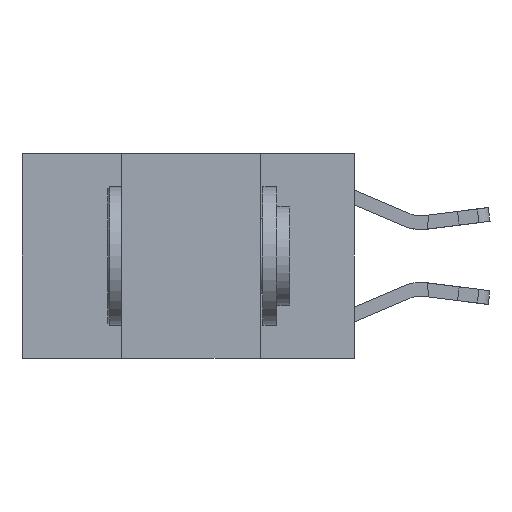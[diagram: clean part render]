
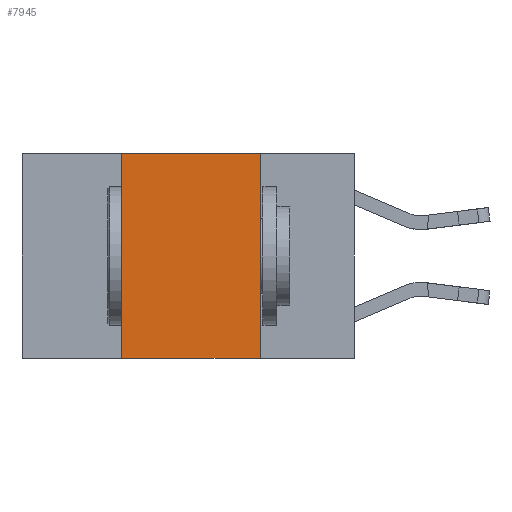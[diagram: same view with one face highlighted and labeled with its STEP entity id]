
A CAD part, left-side view. The second image highlights one B-rep face of the part: STEP entity #7945.
In plain terms, the highlighted planar face has unit normal (-1, 0, 0).
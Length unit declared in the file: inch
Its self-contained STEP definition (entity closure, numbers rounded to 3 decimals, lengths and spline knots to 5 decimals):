
#426 = EDGE_CURVE ( 'NONE', #16635, #1953, #3186, .T. ) ;
#1931 = CARTESIAN_POINT ( 'NONE',  ( 0., 0.17, -0.37 ) ) ;
#1953 = VERTEX_POINT ( 'NONE', #1931 ) ;
#1987 = EDGE_CURVE ( 'NONE', #14279, #3113, #6784, .T. ) ;
#2087 = DIRECTION ( 'NONE',  ( 0., -1., 0. ) ) ;
#2106 = VECTOR ( 'NONE', #9003, 39.37008 ) ;
#3113 = VERTEX_POINT ( 'NONE', #17690 ) ;
#3186 = LINE ( 'NONE', #16743, #3707 ) ;
#3276 = CARTESIAN_POINT ( 'NONE',  ( 0., 0.6, 0. ) ) ;
#3707 = VECTOR ( 'NONE', #17893, 39.37008 ) ;
#3780 = CARTESIAN_POINT ( 'NONE',  ( 0., 0.42, 0. ) ) ;
#3951 = FACE_OUTER_BOUND ( 'NONE', #17886, .T. ) ;
#5042 = PLANE ( 'NONE',  #17287 ) ;
#6784 = LINE ( 'NONE', #3780, #2106 ) ;
#6860 = DIRECTION ( 'NONE',  ( 0., 0., -1. ) ) ;
#7783 = DIRECTION ( 'NONE',  ( 0., -1., 0. ) ) ;
#7945 = ADVANCED_FACE ( 'NONE', ( #3951 ), #5042, .F. ) ;
#8626 = LINE ( 'NONE', #14207, #16958 ) ;
#9003 = DIRECTION ( 'NONE',  ( 0., 0., 1. ) ) ;
#9219 = ORIENTED_EDGE ( 'NONE', *, *, #13480, .F. ) ;
#10368 = DIRECTION ( 'NONE',  ( 1., 0., 0. ) ) ;
#12301 = CARTESIAN_POINT ( 'NONE',  ( 0., 0.17, 0. ) ) ;
#13177 = ORIENTED_EDGE ( 'NONE', *, *, #426, .F. ) ;
#13480 = EDGE_CURVE ( 'NONE', #3113, #16635, #20201, .T. ) ;
#13692 = ORIENTED_EDGE ( 'NONE', *, *, #1987, .F. ) ;
#14204 = ORIENTED_EDGE ( 'NONE', *, *, #19578, .T. ) ;
#14207 = CARTESIAN_POINT ( 'NONE',  ( 0., 0.6, -0.37 ) ) ;
#14279 = VERTEX_POINT ( 'NONE', #17617 ) ;
#15417 = VECTOR ( 'NONE', #7783, 39.37008 ) ;
#16635 = VERTEX_POINT ( 'NONE', #12301 ) ;
#16743 = CARTESIAN_POINT ( 'NONE',  ( 0., 0.17, 0. ) ) ;
#16958 = VECTOR ( 'NONE', #2087, 39.37008 ) ;
#17287 = AXIS2_PLACEMENT_3D ( 'NONE', #3276, #10368, #6860 ) ;
#17617 = CARTESIAN_POINT ( 'NONE',  ( 0., 0.42, -0.37 ) ) ;
#17690 = CARTESIAN_POINT ( 'NONE',  ( 0., 0.42, 0. ) ) ;
#17886 = EDGE_LOOP ( 'NONE', ( #13177, #9219, #13692, #14204 ) ) ;
#17893 = DIRECTION ( 'NONE',  ( 0., 0., -1. ) ) ;
#19412 = CARTESIAN_POINT ( 'NONE',  ( 0., 0.6, 0. ) ) ;
#19578 = EDGE_CURVE ( 'NONE', #14279, #1953, #8626, .T. ) ;
#20201 = LINE ( 'NONE', #19412, #15417 ) ;
